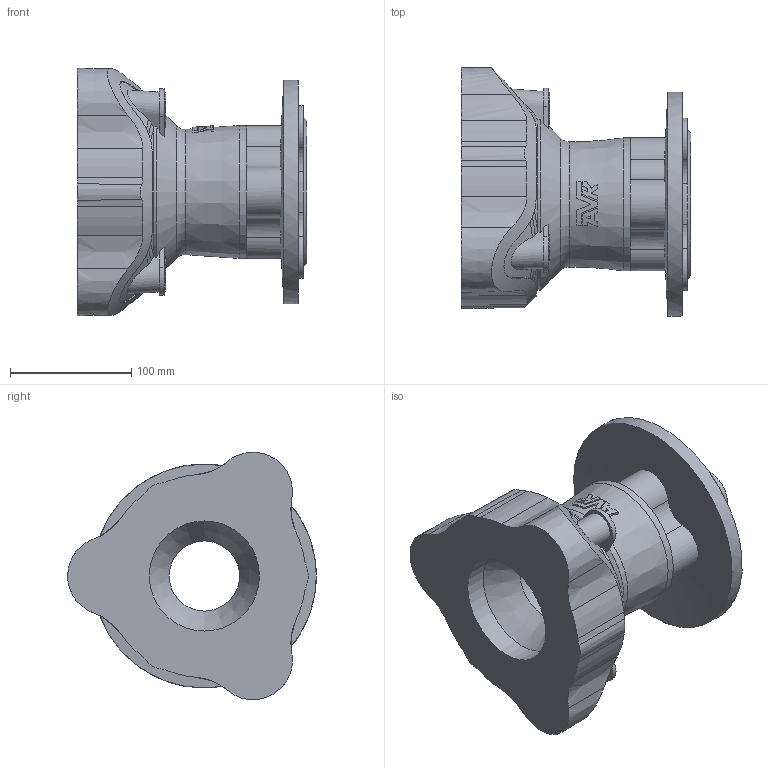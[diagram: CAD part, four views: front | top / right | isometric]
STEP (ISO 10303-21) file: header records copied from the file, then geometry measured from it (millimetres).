
FILE_DESCRIPTION (( 'STEP AP203' ), '1' );
FILE_NAME ('O_633_00_DN65_AA0_step.step', '2016-05-17T08:08:59', ( 'Windows User' ), ( 'AVK' ), 'SwSTEP 2.0', 'SolidWorks 2012', '' );
FILE_SCHEMA (( 'CONFIG_CONTROL_DESIGN' ));
Length unit declared in the file: millimetre
Products named in the file (1): O_633_00_DN65_AA0_step
Bounding box: 189.75 x 205.45 x 204.33 mm (x, y, z)
Volume: 2279258.1 mm3; surface area: 210001.8 mm2
Topology: 1 solids, 1 shells, 257 faces, 706 edges, 454 vertices
Faces by surface type: cylinder 84, plane 71, bspline 63, cone 32, torus 7
Full cylindrical faces by diameter (mm): 58 x1, 91 x2, 109.737 x1, 185 x1
Entity records: 14012 total; most frequent: CARTESIAN_POINT 8337, ORIENTED_EDGE 1370, DIRECTION 916, EDGE_CURVE 685, VERTEX_POINT 447, AXIS2_PLACEMENT_3D 378, EDGE_LOOP 276, B_SPLINE_CURVE_WITH_KNOTS 271
